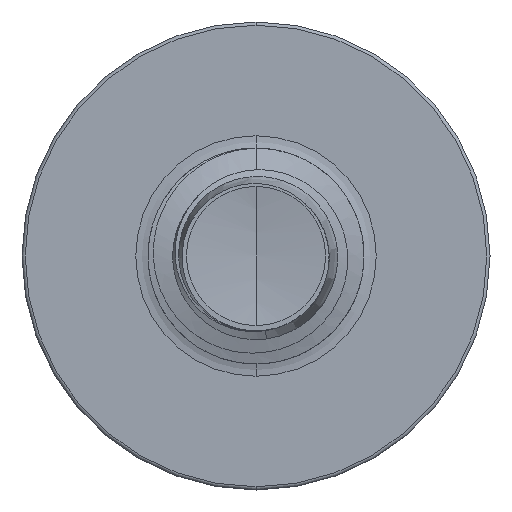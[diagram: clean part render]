
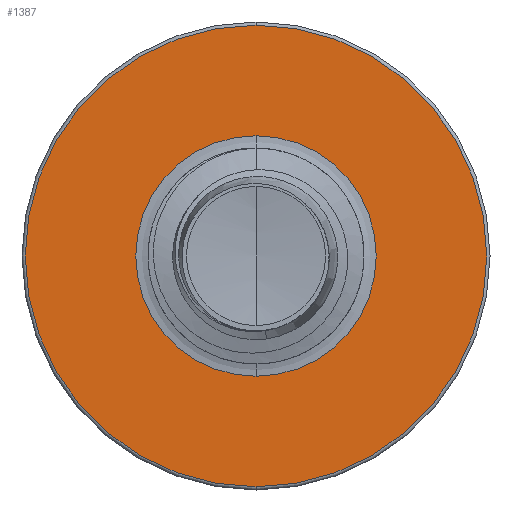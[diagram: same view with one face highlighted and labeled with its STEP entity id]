
A CAD part, front view. The second image highlights one B-rep face of the part: STEP entity #1387.
In plain terms, the highlighted planar face has unit normal (0, -1, 0).
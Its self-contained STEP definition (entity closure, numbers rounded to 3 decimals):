
#6 = DIRECTION ( 'NONE',  ( 0., 1., 0. ) ) ;
#36 = CARTESIAN_POINT ( 'NONE',  ( 0., 3.5, 0. ) ) ;
#346 = CIRCLE ( 'NONE', #2456, 3.205 ) ;
#430 = CARTESIAN_POINT ( 'NONE',  ( 0., 3.5, 1.67 ) ) ;
#660 = DIRECTION ( 'NONE',  ( 0., 0., 1. ) ) ;
#686 = DIRECTION ( 'NONE',  ( 0., 1., 0. ) ) ;
#717 = PLANE ( 'NONE',  #10403 ) ;
#1113 = CARTESIAN_POINT ( 'NONE',  ( 0., 3.5, -1.67 ) ) ;
#1387 = ADVANCED_FACE ( 'NONE', ( #6777, #7228 ), #717, .F. ) ;
#1458 = AXIS2_PLACEMENT_3D ( 'NONE', #2822, #3052, #3028 ) ;
#1486 = AXIS2_PLACEMENT_3D ( 'NONE', #36, #6, #2764 ) ;
#2456 = AXIS2_PLACEMENT_3D ( 'NONE', #5422, #5386, #5360 ) ;
#2764 = DIRECTION ( 'NONE',  ( 0., 0., 1. ) ) ;
#2822 = CARTESIAN_POINT ( 'NONE',  ( 0., 3.5, 0. ) ) ;
#3028 = DIRECTION ( 'NONE',  ( 0., 0., 1. ) ) ;
#3052 = DIRECTION ( 'NONE',  ( 0., 1., 0. ) ) ;
#3244 = AXIS2_PLACEMENT_3D ( 'NONE', #10349, #10345, #10336 ) ;
#4006 = VERTEX_POINT ( 'NONE', #8330 ) ;
#4040 = CARTESIAN_POINT ( 'NONE',  ( 0., 3.5, -3.205 ) ) ;
#4791 = ORIENTED_EDGE ( 'NONE', *, *, #12077, .F. ) ;
#5360 = DIRECTION ( 'NONE',  ( 0., 0., 1. ) ) ;
#5386 = DIRECTION ( 'NONE',  ( 0., 1., 0. ) ) ;
#5422 = CARTESIAN_POINT ( 'NONE',  ( 0., 3.5, 0. ) ) ;
#6140 = VERTEX_POINT ( 'NONE', #4040 ) ;
#6777 = FACE_OUTER_BOUND ( 'NONE', #8615, .T. ) ;
#7228 = FACE_BOUND ( 'NONE', #11790, .T. ) ;
#7338 = CARTESIAN_POINT ( 'NONE',  ( 0., 3.5, -1.67 ) ) ;
#8330 = CARTESIAN_POINT ( 'NONE',  ( 0., 3.5, 3.205 ) ) ;
#8521 = ORIENTED_EDGE ( 'NONE', *, *, #11509, .T. ) ;
#8615 = EDGE_LOOP ( 'NONE', ( #12645, #4791 ) ) ;
#9542 = VERTEX_POINT ( 'NONE', #430 ) ;
#10185 = CIRCLE ( 'NONE', #3244, 1.67 ) ;
#10336 = DIRECTION ( 'NONE',  ( 0., 0., 1. ) ) ;
#10345 = DIRECTION ( 'NONE',  ( 0., 1., 0. ) ) ;
#10349 = CARTESIAN_POINT ( 'NONE',  ( 0., 3.5, 0. ) ) ;
#10403 = AXIS2_PLACEMENT_3D ( 'NONE', #1113, #686, #660 ) ;
#11391 = CIRCLE ( 'NONE', #1486, 1.67 ) ;
#11407 = ORIENTED_EDGE ( 'NONE', *, *, #12070, .T. ) ;
#11509 = EDGE_CURVE ( 'NONE', #11826, #9542, #10185, .T. ) ;
#11683 = EDGE_CURVE ( 'NONE', #4006, #6140, #346, .T. ) ;
#11790 = EDGE_LOOP ( 'NONE', ( #11407, #8521 ) ) ;
#11826 = VERTEX_POINT ( 'NONE', #7338 ) ;
#12070 = EDGE_CURVE ( 'NONE', #9542, #11826, #11391, .T. ) ;
#12077 = EDGE_CURVE ( 'NONE', #6140, #4006, #12285, .T. ) ;
#12285 = CIRCLE ( 'NONE', #1458, 3.205 ) ;
#12645 = ORIENTED_EDGE ( 'NONE', *, *, #11683, .F. ) ;
